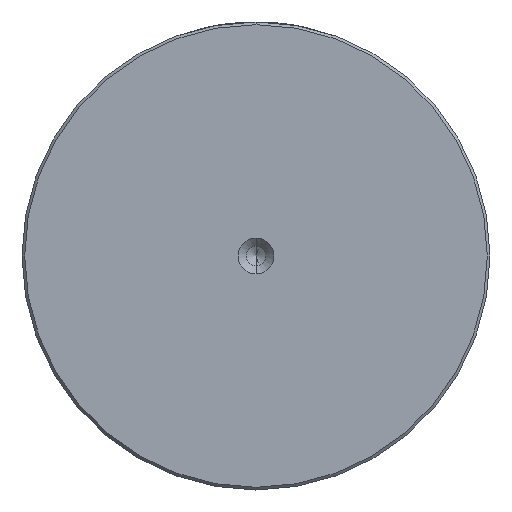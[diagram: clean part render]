
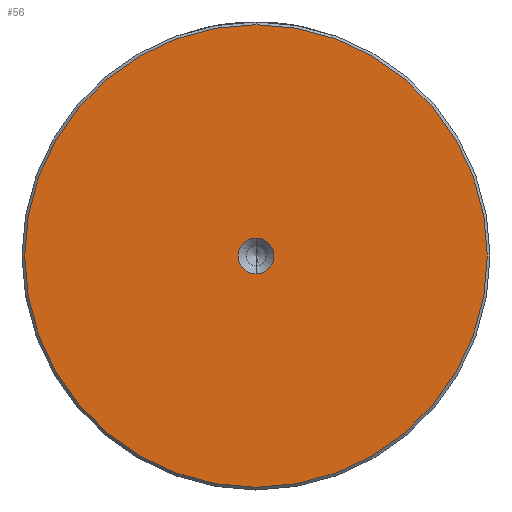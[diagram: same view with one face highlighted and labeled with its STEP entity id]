
A CAD part, left-side view. The second image highlights one B-rep face of the part: STEP entity #56.
In plain terms, the highlighted planar face has unit normal (-1, 0, 0).
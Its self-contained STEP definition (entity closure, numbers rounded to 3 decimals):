
#56 = ADVANCED_FACE ( 'NONE', ( #825, #1410 ), #2806, .T. ) ;
#95 = CARTESIAN_POINT ( 'NONE',  ( 0., 0., 0. ) ) ;
#99 = DIRECTION ( 'NONE',  ( 0., 0., 1. ) ) ;
#104 = DIRECTION ( 'NONE',  ( -1., 0., 0. ) ) ;
#118 = ORIENTED_EDGE ( 'NONE', *, *, #1309, .T. ) ;
#216 = CIRCLE ( 'NONE', #1599, 42.5 ) ;
#292 = EDGE_CURVE ( 'NONE', #2838, #1124, #662, .T. ) ;
#329 = DIRECTION ( 'NONE',  ( 0., 0., 1. ) ) ;
#338 = AXIS2_PLACEMENT_3D ( 'NONE', #2701, #104, #2916 ) ;
#425 = VERTEX_POINT ( 'NONE', #1827 ) ;
#528 = EDGE_LOOP ( 'NONE', ( #118, #772 ) ) ;
#569 = CARTESIAN_POINT ( 'NONE',  ( 0., 0., -42.5 ) ) ;
#662 = CIRCLE ( 'NONE', #2451, 42.5 ) ;
#772 = ORIENTED_EDGE ( 'NONE', *, *, #292, .T. ) ;
#774 = DIRECTION ( 'NONE',  ( -1., 0., 0. ) ) ;
#825 = FACE_OUTER_BOUND ( 'NONE', #528, .T. ) ;
#1124 = VERTEX_POINT ( 'NONE', #569 ) ;
#1309 = EDGE_CURVE ( 'NONE', #1124, #2838, #216, .T. ) ;
#1410 = FACE_BOUND ( 'NONE', #2200, .T. ) ;
#1445 = DIRECTION ( 'NONE',  ( -1., 0., 0. ) ) ;
#1551 = CARTESIAN_POINT ( 'NONE',  ( 0., 0., 3.3 ) ) ;
#1599 = AXIS2_PLACEMENT_3D ( 'NONE', #95, #1676, #329 ) ;
#1676 = DIRECTION ( 'NONE',  ( -1., 0., 0. ) ) ;
#1827 = CARTESIAN_POINT ( 'NONE',  ( 0., 0., -3.3 ) ) ;
#1874 = CIRCLE ( 'NONE', #2720, 3.3 ) ;
#1886 = ORIENTED_EDGE ( 'NONE', *, *, #2660, .F. ) ;
#1896 = ORIENTED_EDGE ( 'NONE', *, *, #2700, .F. ) ;
#1958 = CARTESIAN_POINT ( 'NONE',  ( 0., 0., 42.5 ) ) ;
#2065 = DIRECTION ( 'NONE',  ( 0., 0., 1. ) ) ;
#2107 = CARTESIAN_POINT ( 'NONE',  ( 0., 0., 0. ) ) ;
#2162 = VERTEX_POINT ( 'NONE', #1551 ) ;
#2200 = EDGE_LOOP ( 'NONE', ( #1896, #1886 ) ) ;
#2275 = AXIS2_PLACEMENT_3D ( 'NONE', #2107, #774, #2338 ) ;
#2338 = DIRECTION ( 'NONE',  ( 0., 0., 1. ) ) ;
#2451 = AXIS2_PLACEMENT_3D ( 'NONE', #2623, #2602, #2065 ) ;
#2536 = CIRCLE ( 'NONE', #2275, 3.3 ) ;
#2602 = DIRECTION ( 'NONE',  ( -1., 0., 0. ) ) ;
#2623 = CARTESIAN_POINT ( 'NONE',  ( 0., 0., 0. ) ) ;
#2660 = EDGE_CURVE ( 'NONE', #425, #2162, #2536, .T. ) ;
#2700 = EDGE_CURVE ( 'NONE', #2162, #425, #1874, .T. ) ;
#2701 = CARTESIAN_POINT ( 'NONE',  ( 0., 0., 0. ) ) ;
#2720 = AXIS2_PLACEMENT_3D ( 'NONE', #2796, #1445, #99 ) ;
#2796 = CARTESIAN_POINT ( 'NONE',  ( 0., 0., 0. ) ) ;
#2806 = PLANE ( 'NONE',  #338 ) ;
#2838 = VERTEX_POINT ( 'NONE', #1958 ) ;
#2916 = DIRECTION ( 'NONE',  ( 0., 0., 1. ) ) ;
